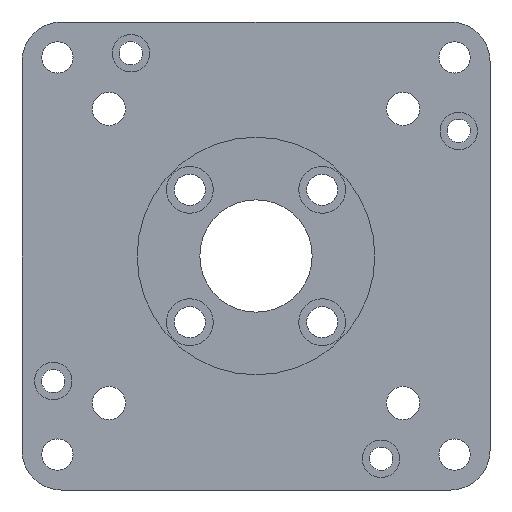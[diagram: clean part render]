
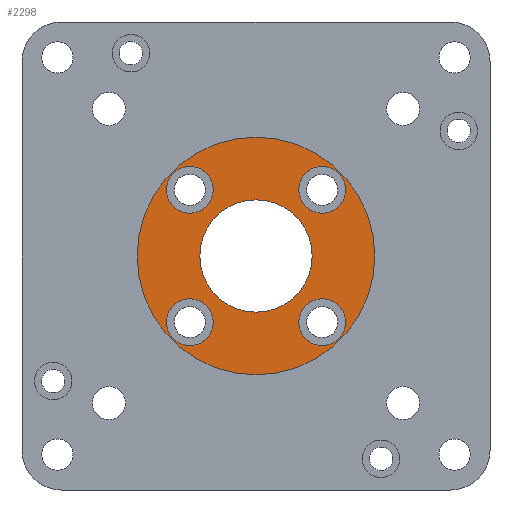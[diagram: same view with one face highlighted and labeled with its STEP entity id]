
A CAD part, front view. The second image highlights one B-rep face of the part: STEP entity #2298.
In plain terms, the highlighted planar face has unit normal (0, -1, 0).
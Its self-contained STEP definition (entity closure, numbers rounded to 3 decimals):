
#3 = AXIS2_PLACEMENT_3D ( 'NONE', #1427, #1390, #1371 ) ;
#16 = EDGE_CURVE ( 'NONE', #121, #1926, #391, .T. ) ;
#20 = DIRECTION ( 'NONE',  ( 0., 0., -1. ) ) ;
#48 = ORIENTED_EDGE ( 'NONE', *, *, #1399, .T. ) ;
#72 = EDGE_CURVE ( 'NONE', #1922, #1187, #1904, .T. ) ;
#113 = VERTEX_POINT ( 'NONE', #1595 ) ;
#121 = VERTEX_POINT ( 'NONE', #1548 ) ;
#141 = CARTESIAN_POINT ( 'NONE',  ( 10.607, -1.587, 14.357 ) ) ;
#160 = CARTESIAN_POINT ( 'NONE',  ( 10.607, -1.587, -6.857 ) ) ;
#185 = CARTESIAN_POINT ( 'NONE',  ( -10.607, -1.587, -10.607 ) ) ;
#194 = DIRECTION ( 'NONE',  ( 0., -1., 0. ) ) ;
#198 = DIRECTION ( 'NONE',  ( 0., 0., -1. ) ) ;
#254 = AXIS2_PLACEMENT_3D ( 'NONE', #185, #194, #198 ) ;
#269 = AXIS2_PLACEMENT_3D ( 'NONE', #1369, #1194, #1287 ) ;
#281 = EDGE_CURVE ( 'NONE', #769, #1239, #1640, .T. ) ;
#312 = CIRCLE ( 'NONE', #1258, 3.75 ) ;
#316 = EDGE_LOOP ( 'NONE', ( #1959, #866 ) ) ;
#357 = EDGE_CURVE ( 'NONE', #1052, #1273, #1760, .T. ) ;
#376 = AXIS2_PLACEMENT_3D ( 'NONE', #879, #870, #746 ) ;
#391 = CIRCLE ( 'NONE', #1080, 3.75 ) ;
#440 = AXIS2_PLACEMENT_3D ( 'NONE', #1991, #1563, #1402 ) ;
#471 = AXIS2_PLACEMENT_3D ( 'NONE', #1828, #2334, #2362 ) ;
#487 = CARTESIAN_POINT ( 'NONE',  ( 10.607, -1.587, 10.607 ) ) ;
#513 = DIRECTION ( 'NONE',  ( 0., -1., 0. ) ) ;
#520 = DIRECTION ( 'NONE',  ( 0., -1., 0. ) ) ;
#538 = DIRECTION ( 'NONE',  ( 0., 0., -1. ) ) ;
#671 = ORIENTED_EDGE ( 'NONE', *, *, #1642, .F. ) ;
#678 = EDGE_CURVE ( 'NONE', #2261, #113, #1618, .T. ) ;
#717 = EDGE_CURVE ( 'NONE', #1686, #1627, #312, .T. ) ;
#746 = DIRECTION ( 'NONE',  ( 0., 0., -1. ) ) ;
#769 = VERTEX_POINT ( 'NONE', #1531 ) ;
#772 = ORIENTED_EDGE ( 'NONE', *, *, #72, .F. ) ;
#806 = DIRECTION ( 'NONE',  ( 0., -1., 0. ) ) ;
#807 = DIRECTION ( 'NONE',  ( 0., 0., -1. ) ) ;
#853 = EDGE_LOOP ( 'NONE', ( #979, #999 ) ) ;
#866 = ORIENTED_EDGE ( 'NONE', *, *, #918, .F. ) ;
#870 = DIRECTION ( 'NONE',  ( 0., -1., 0. ) ) ;
#879 = CARTESIAN_POINT ( 'NONE',  ( -10.607, -1.587, 10.607 ) ) ;
#893 = ORIENTED_EDGE ( 'NONE', *, *, #16, .F. ) ;
#918 = EDGE_CURVE ( 'NONE', #1239, #769, #2184, .T. ) ;
#941 = CIRCLE ( 'NONE', #376, 3.75 ) ;
#950 = ORIENTED_EDGE ( 'NONE', *, *, #2210, .F. ) ;
#979 = ORIENTED_EDGE ( 'NONE', *, *, #1825, .F. ) ;
#984 = PLANE ( 'NONE',  #1738 ) ;
#993 = CARTESIAN_POINT ( 'NONE',  ( -10.607, -1.587, 14.357 ) ) ;
#999 = ORIENTED_EDGE ( 'NONE', *, *, #717, .F. ) ;
#1018 = AXIS2_PLACEMENT_3D ( 'NONE', #1894, #1887, #1878 ) ;
#1048 = CARTESIAN_POINT ( 'NONE',  ( 0., -1.587, 0. ) ) ;
#1052 = VERTEX_POINT ( 'NONE', #1053 ) ;
#1053 = CARTESIAN_POINT ( 'NONE',  ( 0., -1.587, 19.05 ) ) ;
#1080 = AXIS2_PLACEMENT_3D ( 'NONE', #487, #520, #538 ) ;
#1127 = ORIENTED_EDGE ( 'NONE', *, *, #2230, .T. ) ;
#1140 = DIRECTION ( 'NONE',  ( 0., -1., 0. ) ) ;
#1167 = DIRECTION ( 'NONE',  ( 0., 0., -1. ) ) ;
#1187 = VERTEX_POINT ( 'NONE', #2019 ) ;
#1194 = DIRECTION ( 'NONE',  ( 0., -1., 0. ) ) ;
#1239 = VERTEX_POINT ( 'NONE', #2048 ) ;
#1258 = AXIS2_PLACEMENT_3D ( 'NONE', #2111, #2085, #2077 ) ;
#1273 = VERTEX_POINT ( 'NONE', #1905 ) ;
#1275 = ORIENTED_EDGE ( 'NONE', *, *, #678, .T. ) ;
#1287 = DIRECTION ( 'NONE',  ( 0., 0., -1. ) ) ;
#1329 = CARTESIAN_POINT ( 'NONE',  ( 10.607, -1.587, -10.607 ) ) ;
#1356 = CARTESIAN_POINT ( 'NONE',  ( 0., -1.588, -9. ) ) ;
#1358 = EDGE_LOOP ( 'NONE', ( #1127, #1275 ) ) ;
#1366 = ORIENTED_EDGE ( 'NONE', *, *, #357, .T. ) ;
#1369 = CARTESIAN_POINT ( 'NONE',  ( -10.607, -1.587, -10.607 ) ) ;
#1371 = DIRECTION ( 'NONE',  ( 0., 0., 1. ) ) ;
#1390 = DIRECTION ( 'NONE',  ( 0., 1., 0. ) ) ;
#1399 = EDGE_CURVE ( 'NONE', #1273, #1052, #2135, .T. ) ;
#1402 = DIRECTION ( 'NONE',  ( 0., 0., 1. ) ) ;
#1427 = CARTESIAN_POINT ( 'NONE',  ( 0., -1.588, 0. ) ) ;
#1517 = EDGE_LOOP ( 'NONE', ( #671, #772 ) ) ;
#1518 = FACE_OUTER_BOUND ( 'NONE', #1606, .T. ) ;
#1523 = FACE_BOUND ( 'NONE', #1358, .T. ) ;
#1529 = DIRECTION ( 'NONE',  ( 0., 0., -1. ) ) ;
#1531 = CARTESIAN_POINT ( 'NONE',  ( -10.607, -1.587, -14.357 ) ) ;
#1538 = DIRECTION ( 'NONE',  ( 0., -1., 0. ) ) ;
#1541 = CARTESIAN_POINT ( 'NONE',  ( 10.607, -1.587, 10.607 ) ) ;
#1547 = FACE_BOUND ( 'NONE', #853, .T. ) ;
#1548 = CARTESIAN_POINT ( 'NONE',  ( 10.607, -1.587, 6.857 ) ) ;
#1563 = DIRECTION ( 'NONE',  ( 0., 1., 0. ) ) ;
#1570 = CIRCLE ( 'NONE', #1018, 3.75 ) ;
#1595 = CARTESIAN_POINT ( 'NONE',  ( 0., -1.588, 9. ) ) ;
#1601 = EDGE_LOOP ( 'NONE', ( #893, #950 ) ) ;
#1606 = EDGE_LOOP ( 'NONE', ( #1366, #48 ) ) ;
#1613 = AXIS2_PLACEMENT_3D ( 'NONE', #2251, #513, #20 ) ;
#1618 = CIRCLE ( 'NONE', #440, 9. ) ;
#1627 = VERTEX_POINT ( 'NONE', #2233 ) ;
#1640 = CIRCLE ( 'NONE', #269, 3.75 ) ;
#1642 = EDGE_CURVE ( 'NONE', #1187, #1922, #1570, .T. ) ;
#1686 = VERTEX_POINT ( 'NONE', #993 ) ;
#1688 = FACE_BOUND ( 'NONE', #1517, .T. ) ;
#1718 = FACE_BOUND ( 'NONE', #316, .T. ) ;
#1738 = AXIS2_PLACEMENT_3D ( 'NONE', #1048, #1140, #1167 ) ;
#1747 = FACE_BOUND ( 'NONE', #1601, .T. ) ;
#1760 = CIRCLE ( 'NONE', #1613, 19.05 ) ;
#1825 = EDGE_CURVE ( 'NONE', #1627, #1686, #941, .T. ) ;
#1828 = CARTESIAN_POINT ( 'NONE',  ( 0., -1.587, 0. ) ) ;
#1878 = DIRECTION ( 'NONE',  ( 0., 0., -1. ) ) ;
#1887 = DIRECTION ( 'NONE',  ( 0., -1., 0. ) ) ;
#1894 = CARTESIAN_POINT ( 'NONE',  ( 10.607, -1.587, -10.607 ) ) ;
#1904 = CIRCLE ( 'NONE', #2202, 3.75 ) ;
#1905 = CARTESIAN_POINT ( 'NONE',  ( 0., -1.587, -19.05 ) ) ;
#1922 = VERTEX_POINT ( 'NONE', #160 ) ;
#1926 = VERTEX_POINT ( 'NONE', #141 ) ;
#1959 = ORIENTED_EDGE ( 'NONE', *, *, #281, .F. ) ;
#1974 = CIRCLE ( 'NONE', #3, 9. ) ;
#1991 = CARTESIAN_POINT ( 'NONE',  ( 0., -1.588, 0. ) ) ;
#2019 = CARTESIAN_POINT ( 'NONE',  ( 10.607, -1.587, -14.357 ) ) ;
#2048 = CARTESIAN_POINT ( 'NONE',  ( -10.607, -1.587, -6.857 ) ) ;
#2077 = DIRECTION ( 'NONE',  ( 0., 0., -1. ) ) ;
#2085 = DIRECTION ( 'NONE',  ( 0., -1., 0. ) ) ;
#2111 = CARTESIAN_POINT ( 'NONE',  ( -10.607, -1.587, 10.607 ) ) ;
#2135 = CIRCLE ( 'NONE', #471, 19.05 ) ;
#2142 = CIRCLE ( 'NONE', #2269, 3.75 ) ;
#2184 = CIRCLE ( 'NONE', #254, 3.75 ) ;
#2202 = AXIS2_PLACEMENT_3D ( 'NONE', #1329, #806, #807 ) ;
#2210 = EDGE_CURVE ( 'NONE', #1926, #121, #2142, .T. ) ;
#2230 = EDGE_CURVE ( 'NONE', #113, #2261, #1974, .T. ) ;
#2233 = CARTESIAN_POINT ( 'NONE',  ( -10.607, -1.587, 6.857 ) ) ;
#2251 = CARTESIAN_POINT ( 'NONE',  ( 0., -1.587, 0. ) ) ;
#2261 = VERTEX_POINT ( 'NONE', #1356 ) ;
#2269 = AXIS2_PLACEMENT_3D ( 'NONE', #1541, #1538, #1529 ) ;
#2298 = ADVANCED_FACE ( 'NONE', ( #1718, #1688, #1747, #1547, #1523, #1518 ), #984, .T. ) ;
#2334 = DIRECTION ( 'NONE',  ( 0., -1., 0. ) ) ;
#2362 = DIRECTION ( 'NONE',  ( 0., 0., -1. ) ) ;
